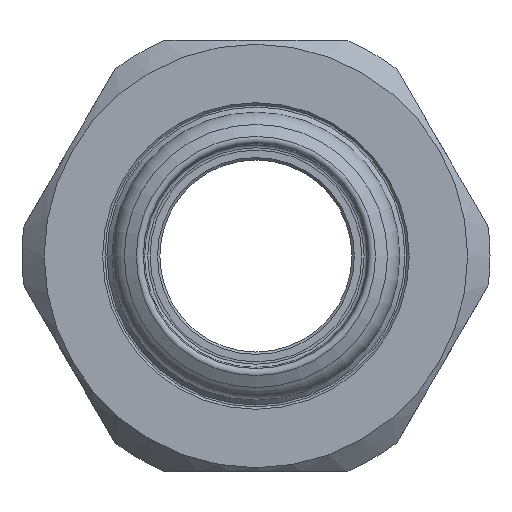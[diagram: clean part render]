
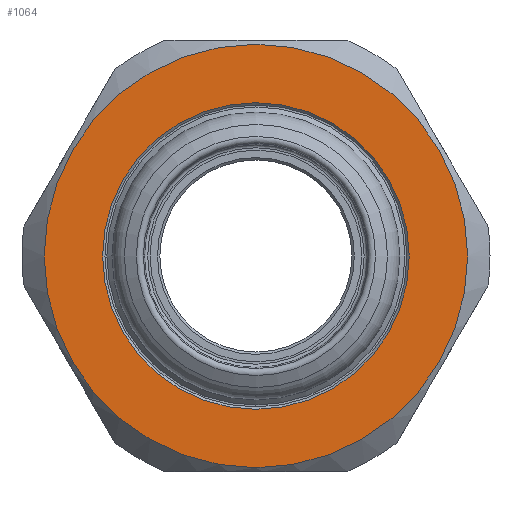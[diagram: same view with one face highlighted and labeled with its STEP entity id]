
A CAD part, left-side view. The second image highlights one B-rep face of the part: STEP entity #1064.
In plain terms, the highlighted planar face has unit normal (-1, 0, 0).
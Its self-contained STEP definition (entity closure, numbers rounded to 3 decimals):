
#38=FACE_BOUND('',#205,.T.);
#100=PLANE('',#1240);
#134=FACE_OUTER_BOUND('',#204,.T.);
#204=EDGE_LOOP('',(#812));
#205=EDGE_LOOP('',(#813));
#380=CIRCLE('',#1220,27.);
#390=CIRCLE('',#1239,19.55);
#482=VERTEX_POINT('',#1847);
#491=VERTEX_POINT('',#1882);
#595=EDGE_CURVE('',#482,#482,#380,.T.);
#609=EDGE_CURVE('',#491,#491,#390,.T.);
#812=ORIENTED_EDGE('',*,*,#595,.T.);
#813=ORIENTED_EDGE('',*,*,#609,.F.);
#1064=ADVANCED_FACE('',(#134,#38),#100,.T.);
#1220=AXIS2_PLACEMENT_3D('',#1849,#1428,#1429);
#1239=AXIS2_PLACEMENT_3D('',#1883,#1469,#1470);
#1240=AXIS2_PLACEMENT_3D('',#1885,#1472,#1473);
#1428=DIRECTION('center_axis',(-1.,0.,0.));
#1429=DIRECTION('ref_axis',(0.,1.,0.));
#1469=DIRECTION('center_axis',(-1.,0.,0.));
#1470=DIRECTION('ref_axis',(0.,0.,-1.));
#1472=DIRECTION('center_axis',(-1.,0.,0.));
#1473=DIRECTION('ref_axis',(0.,0.,1.));
#1847=CARTESIAN_POINT('',(-21.,-27.,0.));
#1849=CARTESIAN_POINT('Origin',(-21.,0.,0.));
#1882=CARTESIAN_POINT('',(-21.,0.,19.55));
#1883=CARTESIAN_POINT('Origin',(-21.,0.,0.));
#1885=CARTESIAN_POINT('Origin',(-21.,0.,0.));
